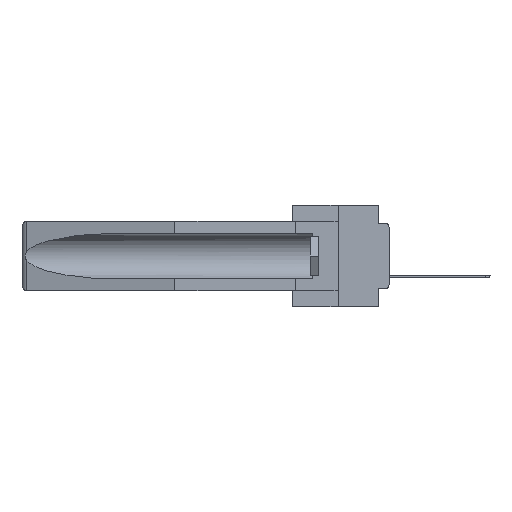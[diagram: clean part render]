
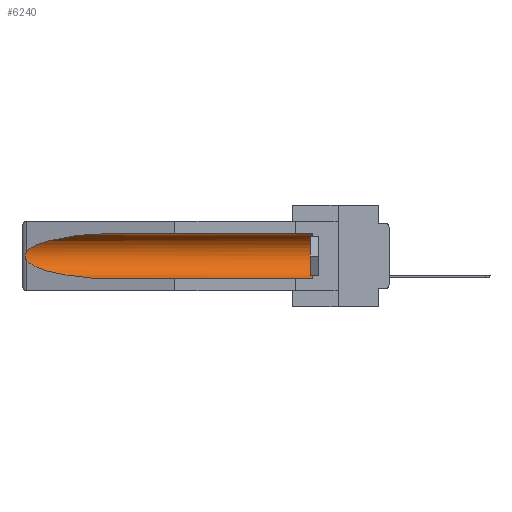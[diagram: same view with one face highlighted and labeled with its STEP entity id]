
A CAD part, left-side view. The second image highlights one B-rep face of the part: STEP entity #6240.
In plain terms, the highlighted cylindrical face has radius 2.857 mm (diameter 5.715 mm), a partial arc.
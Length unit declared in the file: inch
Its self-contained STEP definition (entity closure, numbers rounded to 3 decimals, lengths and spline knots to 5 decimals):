
#215 = EDGE_LOOP ( 'NONE', ( #17286, #24799, #685, #21916, #13158, #13637 ) ) ;
#343 = CARTESIAN_POINT ( 'NONE',  ( 0.25451, 1.48313, -0.09465 ) ) ;
#446 = CARTESIAN_POINT ( 'NONE',  ( 0.155, -0.30754, -0.059 ) ) ;
#685 = ORIENTED_EDGE ( 'NONE', *, *, #8471, .T. ) ;
#1210 = LINE ( 'NONE', #446, #18948 ) ;
#1370 =( BOUNDED_CURVE ( )  B_SPLINE_CURVE ( 3, ( #4902, #8435, #37577, #2726 ),
 .UNSPECIFIED., .F., .F. ) 
 B_SPLINE_CURVE_WITH_KNOTS ( ( 4, 4 ),
 ( 0.1948, 1.5708 ),
 .UNSPECIFIED. ) 
 CURVE ( )  GEOMETRIC_REPRESENTATION_ITEM ( )  RATIONAL_B_SPLINE_CURVE ( ( 1., 0.848, 0.848, 1. ) ) 
 REPRESENTATION_ITEM ( '' )  );
#2330 = DIRECTION ( 'NONE',  ( 0., -1., 0. ) ) ;
#2726 = CARTESIAN_POINT ( 'NONE',  ( 0.155, 1.07973, -0.284 ) ) ;
#4089 = EDGE_CURVE ( 'NONE', #23792, #11281, #1210, .T. ) ;
#4184 = CARTESIAN_POINT ( 'NONE',  ( 0.26537, 1.52718, -0.19328 ) ) ;
#4514 = CARTESIAN_POINT ( 'NONE',  ( 0.155, 0.126, -0.284 ) ) ;
#4902 = CARTESIAN_POINT ( 'NONE',  ( 0.26537, 1.52718, -0.19328 ) ) ;
#5313 = EDGE_CURVE ( 'NONE', #11281, #26155, #29999, .T. ) ;
#6240 = ADVANCED_FACE ( 'NONE', ( #8338 ), #31971, .F. ) ;
#7132 = DIRECTION ( 'NONE',  ( 0., 0., 1. ) ) ;
#8338 = FACE_OUTER_BOUND ( 'NONE', #215, .T. ) ;
#8435 = CARTESIAN_POINT ( 'NONE',  ( 0.25451, 1.48313, -0.24835 ) ) ;
#8471 = EDGE_CURVE ( 'NONE', #9887, #11454, #1370, .T. ) ;
#9887 = VERTEX_POINT ( 'NONE', #18147 ) ;
#11281 = VERTEX_POINT ( 'NONE', #13821 ) ;
#11454 = VERTEX_POINT ( 'NONE', #18243 ) ;
#12477 = CARTESIAN_POINT ( 'NONE',  ( 0.26655, 1.53094, -0.18657 ) ) ;
#12850 = CARTESIAN_POINT ( 'NONE',  ( 0.2675, 1.53308, -0.16763 ) ) ;
#13158 = ORIENTED_EDGE ( 'NONE', *, *, #13524, .T. ) ;
#13524 = EDGE_CURVE ( 'NONE', #20341, #23792, #20923, .T. ) ;
#13637 = ORIENTED_EDGE ( 'NONE', *, *, #4089, .T. ) ;
#13821 = CARTESIAN_POINT ( 'NONE',  ( 0.155, 1.07973, -0.059 ) ) ;
#14038 = DIRECTION ( 'NONE',  ( 0., 0., 1. ) ) ;
#15247 = AXIS2_PLACEMENT_3D ( 'NONE', #19979, #2330, #14038 ) ;
#15621 = CARTESIAN_POINT ( 'NONE',  ( 0.26597, 1.5296, -0.19026 ) ) ;
#17286 = ORIENTED_EDGE ( 'NONE', *, *, #5313, .T. ) ;
#17432 = DIRECTION ( 'NONE',  ( 0., 1., 0. ) ) ;
#17994 = LINE ( 'NONE', #23148, #31571 ) ;
#18147 = CARTESIAN_POINT ( 'NONE',  ( 0.26537, 1.52718, -0.19328 ) ) ;
#18243 = CARTESIAN_POINT ( 'NONE',  ( 0.155, 1.07973, -0.284 ) ) ;
#18681 = CARTESIAN_POINT ( 'NONE',  ( 0.2673, 1.5327, -0.16383 ) ) ;
#18811 = CARTESIAN_POINT ( 'NONE',  ( 0.2675, 1.53308, -0.17534 ) ) ;
#18948 = VECTOR ( 'NONE', #21267, 39.37008 ) ;
#19520 = EDGE_CURVE ( 'NONE', #26155, #9887, #32320, .T. ) ;
#19979 = CARTESIAN_POINT ( 'NONE',  ( 0.155, 0.126, -0.1715 ) ) ;
#20165 = CARTESIAN_POINT ( 'NONE',  ( 0.26537, 1.52718, -0.14972 ) ) ;
#20341 = VERTEX_POINT ( 'NONE', #4514 ) ;
#20923 = CIRCLE ( 'NONE', #15247, 0.1125 ) ;
#21267 = DIRECTION ( 'NONE',  ( 0., 1., 0. ) ) ;
#21331 = CARTESIAN_POINT ( 'NONE',  ( 0.26597, 1.52961, -0.15275 ) ) ;
#21457 = CARTESIAN_POINT ( 'NONE',  ( 0.26537, 1.52718, -0.14972 ) ) ;
#21744 = CARTESIAN_POINT ( 'NONE',  ( 0.155, -0.30754, -0.1715 ) ) ;
#21916 = ORIENTED_EDGE ( 'NONE', *, *, #23430, .F. ) ;
#23148 = CARTESIAN_POINT ( 'NONE',  ( 0.155, -0.30754, -0.284 ) ) ;
#23430 = EDGE_CURVE ( 'NONE', #20341, #11454, #17994, .T. ) ;
#23792 = VERTEX_POINT ( 'NONE', #33669 ) ;
#24246 = CARTESIAN_POINT ( 'NONE',  ( 0.26654, 1.53092, -0.15636 ) ) ;
#24799 = ORIENTED_EDGE ( 'NONE', *, *, #19520, .T. ) ;
#26155 = VERTEX_POINT ( 'NONE', #34499 ) ;
#26961 = AXIS2_PLACEMENT_3D ( 'NONE', #21744, #36525, #7132 ) ;
#29999 =( BOUNDED_CURVE ( )  B_SPLINE_CURVE ( 3, ( #35030, #31690, #343, #20165 ),
 .UNSPECIFIED., .F., .F. ) 
 B_SPLINE_CURVE_WITH_KNOTS ( ( 4, 4 ),
 ( 4.71239, 6.08839 ),
 .UNSPECIFIED. ) 
 CURVE ( )  GEOMETRIC_REPRESENTATION_ITEM ( )  RATIONAL_B_SPLINE_CURVE ( ( 1., 0.848, 0.848, 1. ) ) 
 REPRESENTATION_ITEM ( '' )  );
#31571 = VECTOR ( 'NONE', #17432, 39.37008 ) ;
#31690 = CARTESIAN_POINT ( 'NONE',  ( 0.21114, 1.30732, -0.059 ) ) ;
#31971 = CYLINDRICAL_SURFACE ( 'NONE', #26961, 0.1125 ) ;
#32320 = B_SPLINE_CURVE_WITH_KNOTS ( 'NONE', 3,
 ( #21457, #21331, #24246, #18681, #12850, #18811, #36092, #12477, #15621, #4184 ),
 .UNSPECIFIED., .F., .F.,
 ( 4, 2, 2, 2, 4 ),
 ( 0., 0.00029, 0.00058, 0.00087, 0.00117 ),
 .UNSPECIFIED. ) ;
#33669 = CARTESIAN_POINT ( 'NONE',  ( 0.155, 0.126, -0.059 ) ) ;
#34499 = CARTESIAN_POINT ( 'NONE',  ( 0.26537, 1.52718, -0.14972 ) ) ;
#35030 = CARTESIAN_POINT ( 'NONE',  ( 0.155, 1.07973, -0.059 ) ) ;
#36092 = CARTESIAN_POINT ( 'NONE',  ( 0.2673, 1.53269, -0.17917 ) ) ;
#36525 = DIRECTION ( 'NONE',  ( 0., 1., 0. ) ) ;
#37577 = CARTESIAN_POINT ( 'NONE',  ( 0.21114, 1.30732, -0.284 ) ) ;
